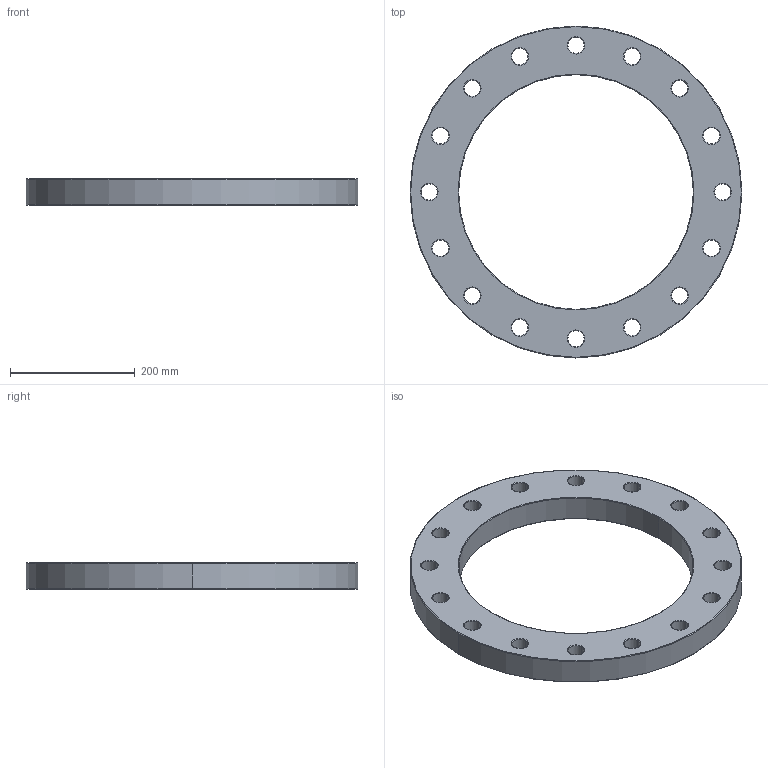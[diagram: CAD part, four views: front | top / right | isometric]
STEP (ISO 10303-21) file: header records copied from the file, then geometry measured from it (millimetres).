
FILE_DESCRIPTION (( 'STEP AP203' ), '1' );
FILE_NAME ('Backing Flange PN16_001 517 7120 0355.step', '2022-12-21T13:28:49', ( '' ), ( '' ), 'SwSTEP 2.0', 'SolidWorks 2021', '' );
FILE_SCHEMA (( 'CONFIG_CONTROL_DESIGN' ));
Length unit declared in the file: millimetre
Products named in the file (1): Backing Flange PN16_001 517 7120 0355
Bounding box: 532 x 532 x 42 mm (x, y, z)
Volume: 4313924 mm3; surface area: 376651.8 mm2
Topology: 1 solids, 1 shells, 110 faces, 252 edges, 144 vertices
Faces by surface type: torus 72, cylinder 36, plane 2
Entity records: 3301 total; most frequent: DIRECTION 690, CARTESIAN_POINT 507, ORIENTED_EDGE 504, AXIS2_PLACEMENT_3D 327, EDGE_CURVE 252, CIRCLE 216, VERTEX_POINT 144, EDGE_LOOP 144
